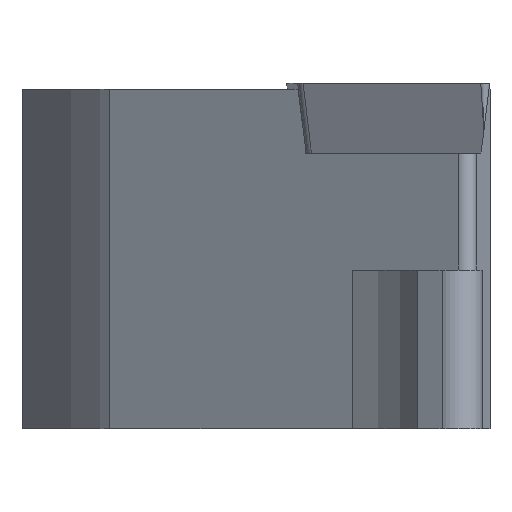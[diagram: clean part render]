
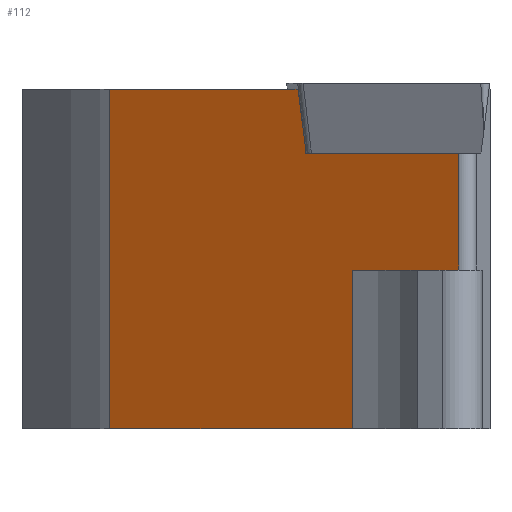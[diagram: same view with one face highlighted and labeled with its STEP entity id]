
A CAD part, left-side view. The second image highlights one B-rep face of the part: STEP entity #112.
In plain terms, the highlighted planar face has unit normal (-0.848, 0.53, 0).
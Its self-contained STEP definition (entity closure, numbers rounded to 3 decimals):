
#112=ADVANCED_FACE('',(#166),#145,.F.);
#145=PLANE('',#665);
#166=FACE_OUTER_BOUND('',#198,.T.);
#198=EDGE_LOOP('',(#232,#233,#234,#235,#236,#237,#238,#239));
#232=ORIENTED_EDGE('',*,*,#456,.T.);
#233=ORIENTED_EDGE('',*,*,#457,.T.);
#234=ORIENTED_EDGE('',*,*,#458,.F.);
#235=ORIENTED_EDGE('',*,*,#459,.F.);
#236=ORIENTED_EDGE('',*,*,#460,.F.);
#237=ORIENTED_EDGE('',*,*,#461,.F.);
#238=ORIENTED_EDGE('',*,*,#462,.T.);
#239=ORIENTED_EDGE('',*,*,#463,.F.);
#400=VERTEX_POINT('',#902);
#401=VERTEX_POINT('',#903);
#402=VERTEX_POINT('',#905);
#403=VERTEX_POINT('',#907);
#404=VERTEX_POINT('',#909);
#405=VERTEX_POINT('',#911);
#406=VERTEX_POINT('',#913);
#407=VERTEX_POINT('',#915);
#456=EDGE_CURVE('',#400,#401,#540,.T.);
#457=EDGE_CURVE('',#401,#402,#541,.T.);
#458=EDGE_CURVE('',#403,#402,#542,.T.);
#459=EDGE_CURVE('',#404,#403,#543,.T.);
#460=EDGE_CURVE('',#405,#404,#544,.T.);
#461=EDGE_CURVE('',#406,#405,#545,.T.);
#462=EDGE_CURVE('',#406,#407,#546,.T.);
#463=EDGE_CURVE('',#400,#407,#547,.T.);
#540=LINE('',#901,#602);
#541=LINE('',#904,#603);
#542=LINE('',#906,#604);
#543=LINE('',#908,#605);
#544=LINE('',#910,#606);
#545=LINE('',#912,#607);
#546=LINE('',#914,#608);
#547=LINE('',#916,#609);
#602=VECTOR('',#724,1.);
#603=VECTOR('',#725,1.);
#604=VECTOR('',#726,1.);
#605=VECTOR('',#727,1.);
#606=VECTOR('',#728,1.);
#607=VECTOR('',#729,1.);
#608=VECTOR('',#730,1.);
#609=VECTOR('',#731,1.);
#665=AXIS2_PLACEMENT_3D('',#917,#732,#733);
#724=DIRECTION('',(0.,0.,1.));
#725=DIRECTION('',(-0.53,-0.848,0.));
#726=DIRECTION('',(0.,0.,-1.));
#727=DIRECTION('',(-0.53,-0.848,0.));
#728=DIRECTION('',(-0.079,-0.126,-0.989));
#729=DIRECTION('',(-0.53,-0.848,0.));
#730=DIRECTION('',(0.,0.,-1.));
#731=DIRECTION('',(0.53,0.848,0.));
#732=DIRECTION('',(0.848,-0.53,0.));
#733=DIRECTION('',(0.53,0.848,0.));
#901=CARTESIAN_POINT('',(3.224,4.704,-95.638));
#902=CARTESIAN_POINT('',(3.224,4.704,-11.8));
#903=CARTESIAN_POINT('',(3.224,4.704,-6.38));
#904=CARTESIAN_POINT('',(0.955,1.073,-6.38));
#905=CARTESIAN_POINT('',(0.955,1.073,-6.38));
#906=CARTESIAN_POINT('',(0.955,1.073,-20.));
#907=CARTESIAN_POINT('',(0.955,1.073,-2.38));
#908=CARTESIAN_POINT('',(0.955,1.073,-2.38));
#909=CARTESIAN_POINT('',(4.213,6.287,-2.38));
#910=CARTESIAN_POINT('',(2.773,3.982,-20.514));
#911=CARTESIAN_POINT('',(4.386,6.564,-0.2));
#912=CARTESIAN_POINT('',(0.955,1.073,-0.2));
#913=CARTESIAN_POINT('',(8.408,13.,-0.2));
#914=CARTESIAN_POINT('',(8.408,13.,-20.));
#915=CARTESIAN_POINT('',(8.408,13.,-11.8));
#916=CARTESIAN_POINT('',(0.955,1.073,-11.8));
#917=CARTESIAN_POINT('',(0.955,1.073,-20.));
